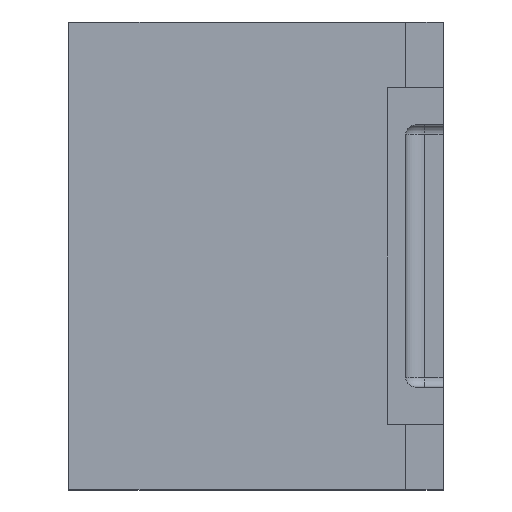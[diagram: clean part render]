
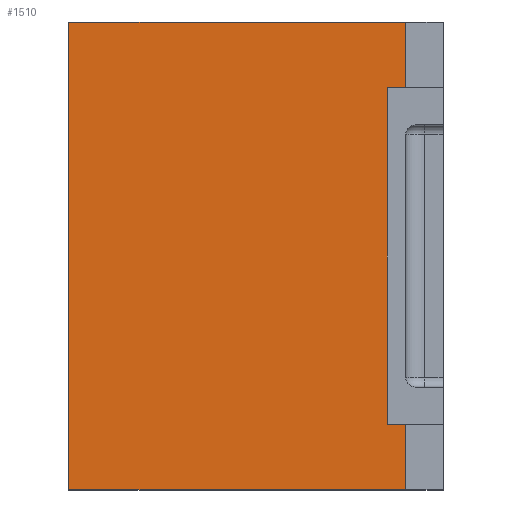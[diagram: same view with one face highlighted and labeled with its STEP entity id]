
A CAD part, left-side view. The second image highlights one B-rep face of the part: STEP entity #1510.
In plain terms, the highlighted planar face has unit normal (-1, 0, 0).
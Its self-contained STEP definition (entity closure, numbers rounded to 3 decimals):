
#13 = ORIENTED_EDGE ( 'NONE', *, *, #1104, .T. ) ;
#20 = EDGE_CURVE ( 'NONE', #325, #729, #307, .T. ) ;
#29 = VERTEX_POINT ( 'NONE', #1300 ) ;
#115 = EDGE_CURVE ( 'NONE', #1490, #325, #197, .T. ) ;
#151 = ORIENTED_EDGE ( 'NONE', *, *, #794, .T. ) ;
#169 = LINE ( 'NONE', #329, #1687 ) ;
#175 = ORIENTED_EDGE ( 'NONE', *, *, #20, .F. ) ;
#185 = LINE ( 'NONE', #639, #1450 ) ;
#197 = LINE ( 'NONE', #675, #409 ) ;
#210 = DIRECTION ( 'NONE',  ( 0., 0., 1. ) ) ;
#242 = ORIENTED_EDGE ( 'NONE', *, *, #115, .F. ) ;
#246 = PLANE ( 'NONE',  #384 ) ;
#307 = LINE ( 'NONE', #448, #1441 ) ;
#325 = VERTEX_POINT ( 'NONE', #1067 ) ;
#329 = CARTESIAN_POINT ( 'NONE',  ( -1., 0.15, 0.45 ) ) ;
#384 = AXIS2_PLACEMENT_3D ( 'NONE', #1425, #859, #595 ) ;
#409 = VECTOR ( 'NONE', #1842, 1000. ) ;
#428 = VERTEX_POINT ( 'NONE', #1553 ) ;
#431 = VECTOR ( 'NONE', #714, 1000. ) ;
#448 = CARTESIAN_POINT ( 'NONE',  ( -1., 1., 0.625 ) ) ;
#595 = DIRECTION ( 'NONE',  ( 0., 0., -1. ) ) ;
#639 = CARTESIAN_POINT ( 'NONE',  ( -1., 0.1, 0.625 ) ) ;
#675 = CARTESIAN_POINT ( 'NONE',  ( -1., 1., 0.625 ) ) ;
#687 = VECTOR ( 'NONE', #999, 1000. ) ;
#692 = CARTESIAN_POINT ( 'NONE',  ( -1., 0.15, -0.45 ) ) ;
#711 = LINE ( 'NONE', #1070, #1572 ) ;
#714 = DIRECTION ( 'NONE',  ( 0., 0., 1. ) ) ;
#723 = CARTESIAN_POINT ( 'NONE',  ( -1., 0.1, 0.625 ) ) ;
#729 = VERTEX_POINT ( 'NONE', #769 ) ;
#742 = EDGE_CURVE ( 'NONE', #1413, #428, #711, .T. ) ;
#769 = CARTESIAN_POINT ( 'NONE',  ( -1., 0.1, 0.625 ) ) ;
#794 = EDGE_CURVE ( 'NONE', #428, #1361, #169, .T. ) ;
#809 = CARTESIAN_POINT ( 'NONE',  ( -1., 0.1, -0.45 ) ) ;
#830 = FACE_OUTER_BOUND ( 'NONE', #1689, .T. ) ;
#848 = DIRECTION ( 'NONE',  ( 0., -1., 0. ) ) ;
#859 = DIRECTION ( 'NONE',  ( 1., 0., 0. ) ) ;
#868 = VECTOR ( 'NONE', #848, 1000. ) ;
#931 = LINE ( 'NONE', #1134, #868 ) ;
#968 = CARTESIAN_POINT ( 'NONE',  ( -1., 1., -0.625 ) ) ;
#999 = DIRECTION ( 'NONE',  ( 0., -1., 0. ) ) ;
#1002 = ORIENTED_EDGE ( 'NONE', *, *, #1578, .T. ) ;
#1018 = ORIENTED_EDGE ( 'NONE', *, *, #742, .T. ) ;
#1051 = DIRECTION ( 'NONE',  ( 0., -1., 0. ) ) ;
#1053 = CARTESIAN_POINT ( 'NONE',  ( -1., 0.1, 0.45 ) ) ;
#1057 = DIRECTION ( 'NONE',  ( 0., 0., 1. ) ) ;
#1067 = CARTESIAN_POINT ( 'NONE',  ( -1., 1., 0.625 ) ) ;
#1070 = CARTESIAN_POINT ( 'NONE',  ( -1., 0.15, 0.45 ) ) ;
#1104 = EDGE_CURVE ( 'NONE', #29, #1793, #1525, .T. ) ;
#1134 = CARTESIAN_POINT ( 'NONE',  ( -1., 1., -0.625 ) ) ;
#1206 = EDGE_CURVE ( 'NONE', #1413, #1793, #1821, .T. ) ;
#1291 = ORIENTED_EDGE ( 'NONE', *, *, #1809, .T. ) ;
#1300 = CARTESIAN_POINT ( 'NONE',  ( -1., 0.1, -0.625 ) ) ;
#1322 = DIRECTION ( 'NONE',  ( 0., -1., 0. ) ) ;
#1361 = VERTEX_POINT ( 'NONE', #1053 ) ;
#1413 = VERTEX_POINT ( 'NONE', #692 ) ;
#1425 = CARTESIAN_POINT ( 'NONE',  ( -1., 1., 0.625 ) ) ;
#1441 = VECTOR ( 'NONE', #1322, 1000. ) ;
#1450 = VECTOR ( 'NONE', #210, 1000. ) ;
#1490 = VERTEX_POINT ( 'NONE', #968 ) ;
#1510 = ADVANCED_FACE ( 'NONE', ( #830 ), #246, .F. ) ;
#1525 = LINE ( 'NONE', #723, #431 ) ;
#1553 = CARTESIAN_POINT ( 'NONE',  ( -1., 0.15, 0.45 ) ) ;
#1572 = VECTOR ( 'NONE', #1057, 1000. ) ;
#1578 = EDGE_CURVE ( 'NONE', #1490, #29, #931, .T. ) ;
#1687 = VECTOR ( 'NONE', #1051, 1000. ) ;
#1689 = EDGE_LOOP ( 'NONE', ( #151, #1291, #175, #242, #1002, #13, #1863, #1018 ) ) ;
#1793 = VERTEX_POINT ( 'NONE', #809 ) ;
#1809 = EDGE_CURVE ( 'NONE', #1361, #729, #185, .T. ) ;
#1821 = LINE ( 'NONE', #1894, #687 ) ;
#1842 = DIRECTION ( 'NONE',  ( 0., 0., 1. ) ) ;
#1863 = ORIENTED_EDGE ( 'NONE', *, *, #1206, .F. ) ;
#1894 = CARTESIAN_POINT ( 'NONE',  ( -1., 0.15, -0.45 ) ) ;
